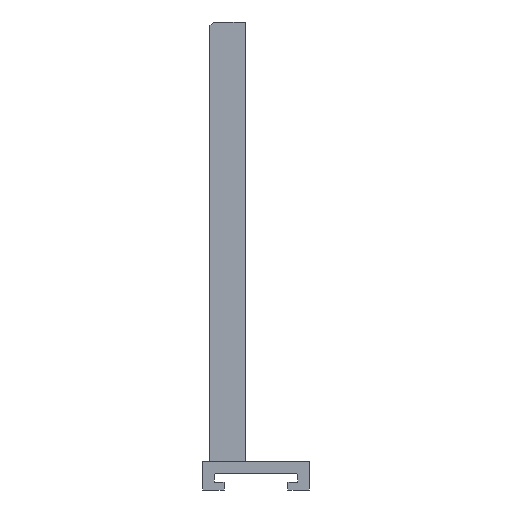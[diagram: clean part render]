
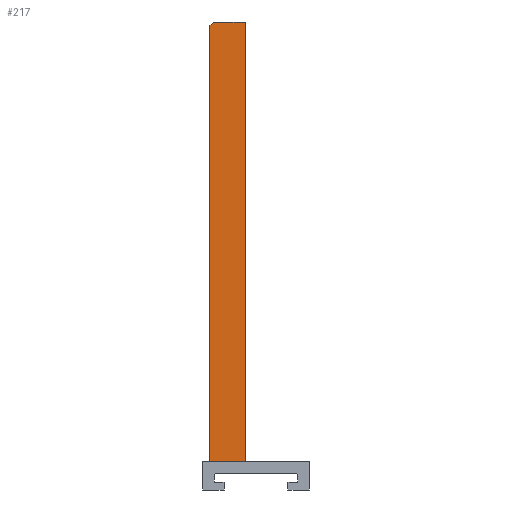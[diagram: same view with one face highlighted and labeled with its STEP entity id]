
A CAD part, left-side view. The second image highlights one B-rep face of the part: STEP entity #217.
In plain terms, the highlighted planar face has unit normal (-1, 0, 0).
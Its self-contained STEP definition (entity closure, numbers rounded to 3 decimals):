
#217=ADVANCED_FACE('',(#455),#456,.T.);
#455=FACE_OUTER_BOUND('',#718,.T.);
#456=PLANE('',#719);
#718=EDGE_LOOP('',(#1274,#1275,#1276,#1277,#1278));
#719=AXIS2_PLACEMENT_3D('',#1279,#1280,#1281);
#1274=ORIENTED_EDGE('',*,*,#1723,.F.);
#1275=ORIENTED_EDGE('',*,*,#1737,.F.);
#1276=ORIENTED_EDGE('',*,*,#1734,.T.);
#1277=ORIENTED_EDGE('',*,*,#1718,.F.);
#1278=ORIENTED_EDGE('',*,*,#1706,.T.);
#1279=CARTESIAN_POINT('',(-200.0,15.0,19.75));
#1280=DIRECTION('',(-1.0,0.,0.0));
#1281=DIRECTION('',(0.0,0.0,-1.0));
#1706=EDGE_CURVE('',#2076,#2077,#2078,.T.);
#1718=EDGE_CURVE('',#2076,#2097,#2098,.T.);
#1723=EDGE_CURVE('',#2103,#2077,#2105,.T.);
#1734=EDGE_CURVE('',#2119,#2097,#2120,.T.);
#1737=EDGE_CURVE('',#2119,#2103,#2123,.T.);
#2076=VERTEX_POINT('',#2598);
#2077=VERTEX_POINT('',#2599);
#2078=LINE('',#2600,#2601);
#2097=VERTEX_POINT('',#2629);
#2098=LINE('',#2630,#2631);
#2103=VERTEX_POINT('',#2638);
#2105=LINE('',#2641,#2642);
#2119=VERTEX_POINT('',#2662);
#2120=LINE('',#2663,#2664);
#2123=LINE('',#2668,#2669);
#2598=CARTESIAN_POINT('',(-200.0,60.0,639.75));
#2599=CARTESIAN_POINT('',(-200.0,65.0,634.75));
#2600=CARTESIAN_POINT('',(-200.0,60.0,639.75));
#2601=VECTOR('',#3024,7.071);
#2629=CARTESIAN_POINT('',(-200.0,15.0,639.75));
#2630=CARTESIAN_POINT('',(-200.0,60.0,639.75));
#2631=VECTOR('',#3034,45.0);
#2638=CARTESIAN_POINT('',(-200.0,65.0,19.75));
#2641=CARTESIAN_POINT('',(-200.0,65.0,19.75));
#2642=VECTOR('',#3038,615.0);
#2662=CARTESIAN_POINT('',(-200.0,15.0,19.75));
#2663=CARTESIAN_POINT('',(-200.0,15.0,19.75));
#2664=VECTOR('',#3045,620.0);
#2668=CARTESIAN_POINT('',(-200.0,45.0,19.75));
#2669=VECTOR('',#3047,1.0);
#3024=DIRECTION('',(0.,0.707,-0.707));
#3034=DIRECTION('',(0.,-1.0,0.0));
#3038=DIRECTION('',(0.0,0.0,1.0));
#3045=DIRECTION('',(0.0,0.0,1.0));
#3047=DIRECTION('',(0.,1.0,-0.0));
